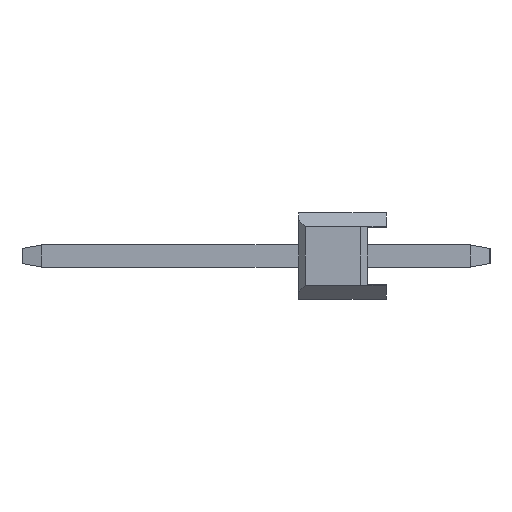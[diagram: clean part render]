
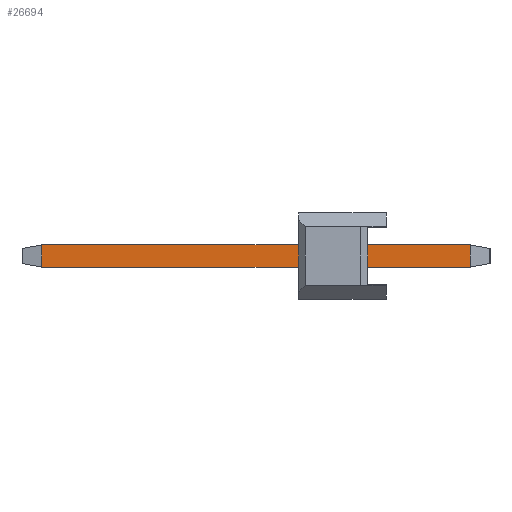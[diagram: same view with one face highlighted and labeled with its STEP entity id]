
A CAD part, left-side view. The second image highlights one B-rep face of the part: STEP entity #26694.
In plain terms, the highlighted planar face has unit normal (-1, 0, 0).
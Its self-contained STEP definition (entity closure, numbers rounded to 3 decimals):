
#1166 = ORIENTED_EDGE ( 'NONE', *, *, #32933, .F. ) ;
#1222 = EDGE_CURVE ( 'NONE', #26646, #29270, #7546, .T. ) ;
#1788 = CARTESIAN_POINT ( 'NONE',  ( -0.32, -2.433, 0.32 ) ) ;
#2793 = VERTEX_POINT ( 'NONE', #1788 ) ;
#3071 = VECTOR ( 'NONE', #18009, 1000. ) ;
#3408 = ORIENTED_EDGE ( 'NONE', *, *, #25982, .T. ) ;
#3436 = CARTESIAN_POINT ( 'NONE',  ( -0.32, -2.433, -0.32 ) ) ;
#4906 = VERTEX_POINT ( 'NONE', #9425 ) ;
#4930 = LINE ( 'NONE', #15458, #12600 ) ;
#6918 = CARTESIAN_POINT ( 'NONE',  ( -0.32, 9.973, -0.32 ) ) ;
#7467 = CARTESIAN_POINT ( 'NONE',  ( -0.32, 9.973, -0.32 ) ) ;
#7546 = LINE ( 'NONE', #18088, #23131 ) ;
#9297 = ORIENTED_EDGE ( 'NONE', *, *, #21083, .T. ) ;
#9425 = CARTESIAN_POINT ( 'NONE',  ( -0.32, 9.973, 0.32 ) ) ;
#9841 = CARTESIAN_POINT ( 'NONE',  ( -0.32, 10.54, 0.32 ) ) ;
#10346 = VECTOR ( 'NONE', #10414, 1000. ) ;
#10414 = DIRECTION ( 'NONE',  ( 0., 0., 1. ) ) ;
#12600 = VECTOR ( 'NONE', #26030, 1000. ) ;
#14253 = AXIS2_PLACEMENT_3D ( 'NONE', #9841, #20397, #30980 ) ;
#15458 = CARTESIAN_POINT ( 'NONE',  ( -0.32, 10.54, 0.32 ) ) ;
#18009 = DIRECTION ( 'NONE',  ( 0., 0., -1. ) ) ;
#18088 = CARTESIAN_POINT ( 'NONE',  ( -0.32, 10.54, -0.32 ) ) ;
#20397 = DIRECTION ( 'NONE',  ( 1., 0., 0. ) ) ;
#21083 = EDGE_CURVE ( 'NONE', #4906, #26646, #31195, .T. ) ;
#22943 = ORIENTED_EDGE ( 'NONE', *, *, #1222, .T. ) ;
#22986 = FACE_OUTER_BOUND ( 'NONE', #23108, .T. ) ;
#23108 = EDGE_LOOP ( 'NONE', ( #22943, #3408, #1166, #9297 ) ) ;
#23131 = VECTOR ( 'NONE', #28674, 1000. ) ;
#23569 = LINE ( 'NONE', #34175, #10346 ) ;
#25982 = EDGE_CURVE ( 'NONE', #29270, #2793, #23569, .T. ) ;
#26030 = DIRECTION ( 'NONE',  ( 0., -1., 0. ) ) ;
#26646 = VERTEX_POINT ( 'NONE', #6918 ) ;
#26694 = ADVANCED_FACE ( 'NONE', ( #22986 ), #33588, .F. ) ;
#28674 = DIRECTION ( 'NONE',  ( 0., -1., 0. ) ) ;
#29270 = VERTEX_POINT ( 'NONE', #3436 ) ;
#30980 = DIRECTION ( 'NONE',  ( 0., 0., -1. ) ) ;
#31195 = LINE ( 'NONE', #7467, #3071 ) ;
#32933 = EDGE_CURVE ( 'NONE', #4906, #2793, #4930, .T. ) ;
#33588 = PLANE ( 'NONE',  #14253 ) ;
#34175 = CARTESIAN_POINT ( 'NONE',  ( -0.32, -2.433, 0.32 ) ) ;
